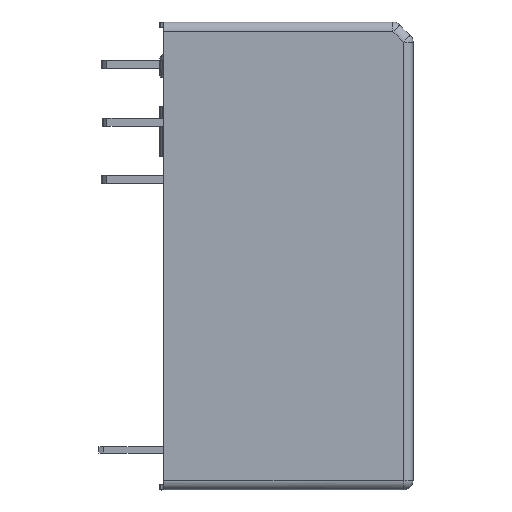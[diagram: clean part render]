
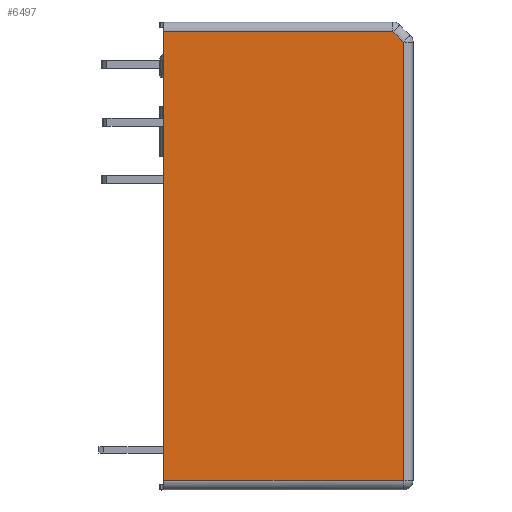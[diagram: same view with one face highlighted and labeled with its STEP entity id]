
A CAD part, left-side view. The second image highlights one B-rep face of the part: STEP entity #6497.
In plain terms, the highlighted planar face has unit normal (-1, 0, 0).
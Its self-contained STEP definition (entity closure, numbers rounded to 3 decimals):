
#4650=DIRECTION('',(0.,1.,0.));
#4651=VECTOR('',#4650,14.8);
#4652=CARTESIAN_POINT('',(-9.993,-10.285,14.33));
#4653=LINE('',#4652,#4651);
#4680=DIRECTION('',(0.,0.,1.));
#4681=VECTOR('',#4680,27.7);
#4682=CARTESIAN_POINT('',(-9.993,4.515,14.33));
#4683=LINE('',#4682,#4681);
#4771=DIRECTION('',(0.,-1.,0.));
#4772=VECTOR('',#4771,14.151);
#4773=CARTESIAN_POINT('',(-9.993,4.515,42.03));
#4774=LINE('',#4773,#4772);
#4779=DIRECTION('',(0.,0.707,0.707));
#4780=VECTOR('',#4779,0.917);
#4781=CARTESIAN_POINT('',(-9.993,-10.285,
41.381));
#4782=LINE('',#4781,#4780);
#5189=DIRECTION('',(0.,0.,-1.));
#5190=VECTOR('',#5189,27.051);
#5191=CARTESIAN_POINT('',(-9.993,-10.285,
41.381));
#5192=LINE('',#5191,#5190);
#5772=CARTESIAN_POINT('',(-9.993,4.515,14.33));
#5774=VERTEX_POINT('',#5772);
#5815=CARTESIAN_POINT('',(-9.993,-9.636,42.03));
#5816=VERTEX_POINT('',#5815);
#5827=CARTESIAN_POINT('',(-9.993,-10.285,
41.381));
#5829=VERTEX_POINT('',#5827);
#5855=CARTESIAN_POINT('',(-9.993,-10.285,14.33));
#5856=VERTEX_POINT('',#5855);
#5863=CARTESIAN_POINT('',(-9.993,4.515,42.03));
#5864=VERTEX_POINT('',#5863);
#6483=CARTESIAN_POINT('',(-9.993,-10.885,13.73));
#6484=DIRECTION('',(1.,0.,0.));
#6485=DIRECTION('',(0.,0.,1.));
#6486=AXIS2_PLACEMENT_3D('',#6483,#6484,#6485);
#6487=PLANE('',#6486);
#6489=ORIENTED_EDGE('',*,*,#6488,.F.);
#6491=ORIENTED_EDGE('',*,*,#6490,.T.);
#6492=ORIENTED_EDGE('',*,*,#6335,.T.);
#6493=ORIENTED_EDGE('',*,*,#6360,.T.);
#6494=ORIENTED_EDGE('',*,*,#6474,.T.);
#6495=EDGE_LOOP('',(#6489,#6491,#6492,#6493,#6494));
#6496=FACE_OUTER_BOUND('',#6495,.F.);
#6497=ADVANCED_FACE('',(#6496),#6487,.F.);
#6335=EDGE_CURVE('',#5856,#5774,#4653,.T.);
#6360=EDGE_CURVE('',#5774,#5864,#4683,.T.);
#6474=EDGE_CURVE('',#5864,#5816,#4774,.T.);
#6488=EDGE_CURVE('',#5829,#5816,#4782,.T.);
#6490=EDGE_CURVE('',#5829,#5856,#5192,.T.);
